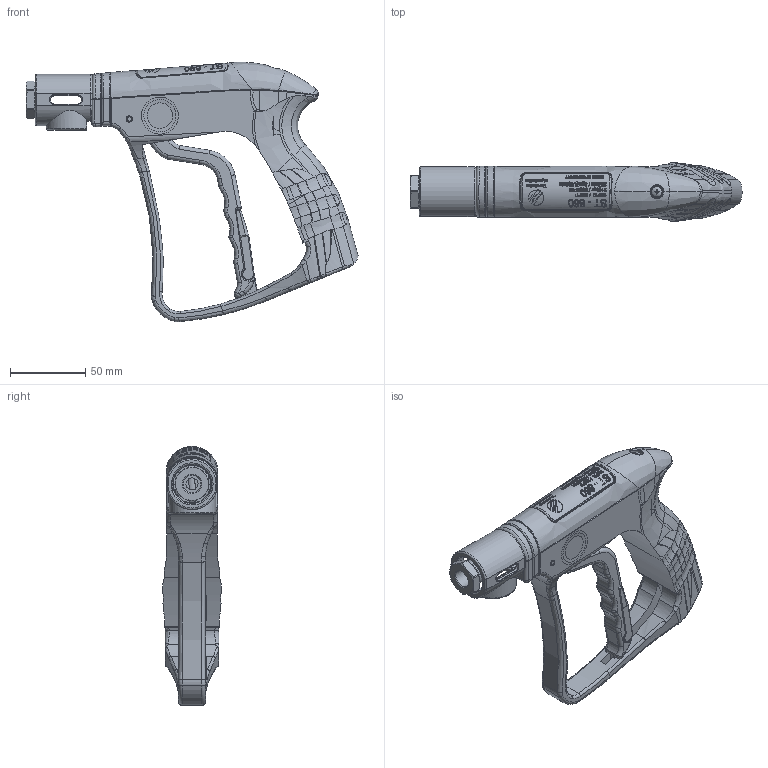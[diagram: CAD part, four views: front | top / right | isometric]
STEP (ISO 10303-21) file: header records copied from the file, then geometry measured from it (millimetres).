
FILE_DESCRIPTION(/* description */ ('Unknown'),/* implementation_level */ '2;1');
FILE_NAME(/* name */ '200860500',/* time_stamp */ '2017-07-10T08:03:39+02:00',/* author */ ('Unknown'),/* organization */ ('Unknown'),/* preprocessor_version */ 'ST-DEVELOPER v16.7',/* originating_system */ 'DEX',/* authorisation */ $);
FILE_SCHEMA (('AUTOMOTIVE_DESIGN {1 0 10303 214 3 1 1}'));
Products named in the file (15): 20 0860 500_ST-0860_unten; 20 0860 100_2_ST-0860_TM_Pistole_unten_oa_0; 02-2340_2_ST-860_Kunststoffgehäuse; 20 0860 450_ST-0860_TM-Hebel; 02-1812_Raster_rot; 02-2380_ST-860_Hebel; 02-2350_2_ST-860_Deckel; 02-2370_ST-860_Stopfen; 04-0050_Blechschraube_DIN_7981-3,5x16_vz_Form C; 01-0900_ST-860_Stift; 20 0860 410_2_ST-0860_TM-Gehäuse_HNE_oa_1; 10-0180_2_ST-860_Ausgangsmutter; 02-2390_ST-860_Klipp; 02-2560_ST-860_Hitzeschutz; 02-2360_ST-860_Schild
Assembly tree (14 placements, depth 4):
  20 0860 500_ST-0860_unten
    20 0860 100_2_ST-0860_TM_Pistole_unten_oa_0
      02-2340_2_ST-860_Kunststoffgehäuse
      20 0860 450_ST-0860_TM-Hebel
        02-1812_Raster_rot
        02-2380_ST-860_Hebel
      02-2350_2_ST-860_Deckel
      02-2370_ST-860_Stopfen
      04-0050_Blechschraube_DIN_7981-3,5x16_vz_Form C
      01-0900_ST-860_Stift
      20 0860 410_2_ST-0860_TM-Gehäuse_HNE_oa_1
        10-0180_2_ST-860_Ausgangsmutter
      02-2390_ST-860_Klipp
      02-2560_ST-860_Hitzeschutz
    02-2360_ST-860_Schild
Bounding box: 220.39 x 39.18 x 172.27 mm (x, y, z)
Volume: 218300.1 mm3; surface area: 134043 mm2
Topology: 11 solids, 11 shells, 2812 faces, 7562 edges, 4886 vertices
Faces by surface type: plane 1065, bspline 1050, cylinder 525, torus 121, cone 33, sphere 18
Full cylindrical faces by diameter (mm): 2.5 x2, 2.7 x1, 3 x1, 3.5 x1, 3.8 x2, 4 x4, 5.8 x2, 6.9 x1, 8 x2, 9 x2, 11.82 x1, 14.5 x1, 16.66 x1
Entity records: 109914 total; most frequent: CARTESIAN_POINT 46699, ORIENTED_EDGE 14946, DIRECTION 10007, EDGE_CURVE 7473, VERTEX_POINT 4866, AXIS2_PLACEMENT_3D 3400, LINE 3207, VECTOR 3207
